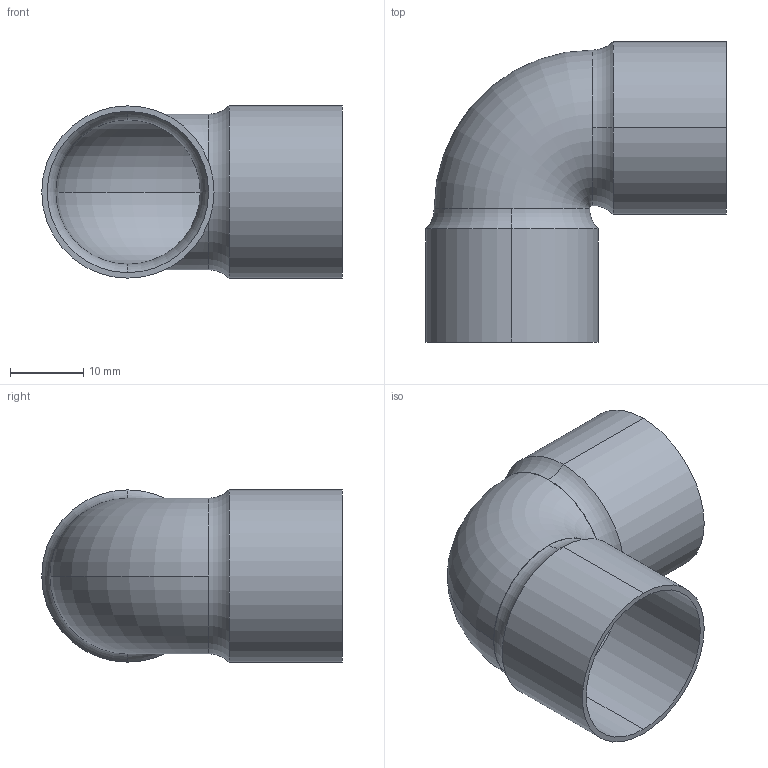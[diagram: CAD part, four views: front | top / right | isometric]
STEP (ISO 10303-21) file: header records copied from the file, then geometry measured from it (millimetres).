
FILE_DESCRIPTION (( 'STEP AP214' ), '1' );
FILE_NAME ('Bend 22x22.STEP', '2021-11-24T09:34:48', ( '' ), ( '' ), 'SwSTEP 2.0', 'SolidWorks 2021', '' );
FILE_SCHEMA (( 'AUTOMOTIVE_DESIGN' ));
Length unit declared in the file: millimetre
Products named in the file (1): Bend 22x22
Bounding box: 41.15 x 41.15 x 23.6 mm (x, y, z)
Volume: 2820.1 mm3; surface area: 7628.2 mm2
Topology: 1 solids, 1 shells, 30 faces, 68 edges, 40 vertices
Faces by surface type: cylinder 16, torus 12, plane 2
Entity records: 894 total; most frequent: DIRECTION 182, CARTESIAN_POINT 139, ORIENTED_EDGE 136, AXIS2_PLACEMENT_3D 83, EDGE_CURVE 68, CIRCLE 52, VERTEX_POINT 40, EDGE_LOOP 32
